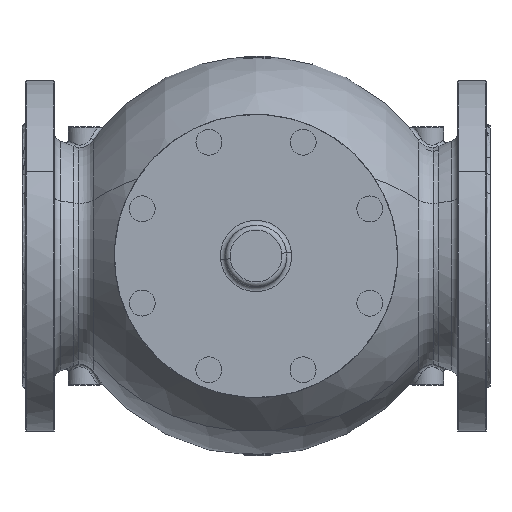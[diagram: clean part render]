
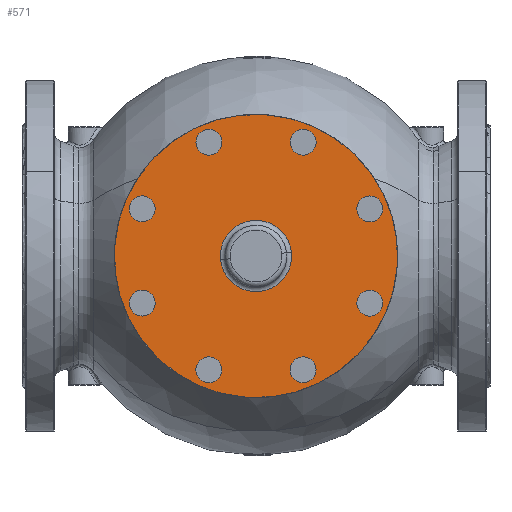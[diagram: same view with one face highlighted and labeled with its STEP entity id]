
A CAD part, front view. The second image highlights one B-rep face of the part: STEP entity #571.
In plain terms, the highlighted planar face has unit normal (0, -1, 0).
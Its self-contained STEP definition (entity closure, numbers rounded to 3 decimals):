
#62=AXIS2_PLACEMENT_3D('Circle Axis2P3D',#60,#61,$) ;
#79=AXIS2_PLACEMENT_3D('Circle Axis2P3D',#77,#78,$) ;
#119=AXIS2_PLACEMENT_3D('Circle Axis2P3D',#117,#118,$) ;
#136=AXIS2_PLACEMENT_3D('Circle Axis2P3D',#134,#135,$) ;
#176=AXIS2_PLACEMENT_3D('Circle Axis2P3D',#174,#175,$) ;
#193=AXIS2_PLACEMENT_3D('Circle Axis2P3D',#191,#192,$) ;
#233=AXIS2_PLACEMENT_3D('Circle Axis2P3D',#231,#232,$) ;
#250=AXIS2_PLACEMENT_3D('Circle Axis2P3D',#248,#249,$) ;
#290=AXIS2_PLACEMENT_3D('Circle Axis2P3D',#288,#289,$) ;
#307=AXIS2_PLACEMENT_3D('Circle Axis2P3D',#305,#306,$) ;
#347=AXIS2_PLACEMENT_3D('Circle Axis2P3D',#345,#346,$) ;
#364=AXIS2_PLACEMENT_3D('Circle Axis2P3D',#362,#363,$) ;
#404=AXIS2_PLACEMENT_3D('Circle Axis2P3D',#402,#403,$) ;
#421=AXIS2_PLACEMENT_3D('Circle Axis2P3D',#419,#420,$) ;
#461=AXIS2_PLACEMENT_3D('Circle Axis2P3D',#459,#460,$) ;
#478=AXIS2_PLACEMENT_3D('Circle Axis2P3D',#476,#477,$) ;
#501=AXIS2_PLACEMENT_3D('Plane Axis2P3D',#498,#499,#500) ;
#505=AXIS2_PLACEMENT_3D('Circle Axis2P3D',#503,#504,$) ;
#514=AXIS2_PLACEMENT_3D('Circle Axis2P3D',#512,#513,$) ;
#527=AXIS2_PLACEMENT_3D('Circle Axis2P3D',#525,#526,$) ;
#536=AXIS2_PLACEMENT_3D('Circle Axis2P3D',#534,#535,$) ;
#43=CARTESIAN_POINT('Vertex',(30.844,-172.,84.963)) ;
#57=CARTESIAN_POINT('Vertex',(45.693,-172.,99.813)) ;
#60=CARTESIAN_POINT('Axis2P3D Location',(38.268,-172.,92.388)) ;
#77=CARTESIAN_POINT('Axis2P3D Location',(38.268,-172.,92.388)) ;
#100=CARTESIAN_POINT('Vertex',(-84.963,-172.,30.844)) ;
#114=CARTESIAN_POINT('Vertex',(-99.813,-172.,45.693)) ;
#117=CARTESIAN_POINT('Axis2P3D Location',(-92.388,-172.,38.268)) ;
#134=CARTESIAN_POINT('Axis2P3D Location',(-92.388,-172.,38.268)) ;
#157=CARTESIAN_POINT('Vertex',(38.268,-172.,-81.888)) ;
#171=CARTESIAN_POINT('Vertex',(38.268,-172.,-102.888)) ;
#174=CARTESIAN_POINT('Axis2P3D Location',(38.268,-172.,-92.388)) ;
#191=CARTESIAN_POINT('Axis2P3D Location',(38.268,-172.,-92.388)) ;
#214=CARTESIAN_POINT('Vertex',(84.963,-172.,-30.844)) ;
#228=CARTESIAN_POINT('Vertex',(99.813,-172.,-45.693)) ;
#231=CARTESIAN_POINT('Axis2P3D Location',(92.388,-172.,-38.268)) ;
#248=CARTESIAN_POINT('Axis2P3D Location',(92.388,-172.,-38.268)) ;
#271=CARTESIAN_POINT('Vertex',(-81.888,-172.,-38.268)) ;
#285=CARTESIAN_POINT('Vertex',(-102.888,-172.,-38.268)) ;
#288=CARTESIAN_POINT('Axis2P3D Location',(-92.388,-172.,-38.268)) ;
#305=CARTESIAN_POINT('Axis2P3D Location',(-92.388,-172.,-38.268)) ;
#328=CARTESIAN_POINT('Vertex',(-38.268,-172.,81.888)) ;
#342=CARTESIAN_POINT('Vertex',(-38.268,-172.,102.888)) ;
#345=CARTESIAN_POINT('Axis2P3D Location',(-38.268,-172.,92.388)) ;
#362=CARTESIAN_POINT('Axis2P3D Location',(-38.268,-172.,92.388)) ;
#385=CARTESIAN_POINT('Vertex',(-30.844,-172.,-84.963)) ;
#399=CARTESIAN_POINT('Vertex',(-45.693,-172.,-99.813)) ;
#402=CARTESIAN_POINT('Axis2P3D Location',(-38.268,-172.,-92.388)) ;
#419=CARTESIAN_POINT('Axis2P3D Location',(-38.268,-172.,-92.388)) ;
#442=CARTESIAN_POINT('Vertex',(81.888,-172.,38.268)) ;
#456=CARTESIAN_POINT('Vertex',(102.888,-172.,38.268)) ;
#459=CARTESIAN_POINT('Axis2P3D Location',(92.388,-172.,38.268)) ;
#476=CARTESIAN_POINT('Axis2P3D Location',(92.388,-172.,38.268)) ;
#498=CARTESIAN_POINT('Axis2P3D Location',(26.793,-172.,-11.098)) ;
#503=CARTESIAN_POINT('Axis2P3D Location',(0.,-172.,0.)) ;
#507=CARTESIAN_POINT('Vertex',(-114.339,-172.,-12.316)) ;
#509=CARTESIAN_POINT('Vertex',(114.339,-172.,12.316)) ;
#512=CARTESIAN_POINT('Axis2P3D Location',(0.,-172.,0.)) ;
#525=CARTESIAN_POINT('Axis2P3D Location',(0.,-172.,0.)) ;
#529=CARTESIAN_POINT('Vertex',(28.833,-172.,3.106)) ;
#531=CARTESIAN_POINT('Vertex',(-28.833,-172.,-3.106)) ;
#534=CARTESIAN_POINT('Axis2P3D Location',(0.,-172.,0.)) ;
#61=DIRECTION('Axis2P3D Direction',(0.,1.,0.)) ;
#78=DIRECTION('Axis2P3D Direction',(0.,1.,0.)) ;
#118=DIRECTION('Axis2P3D Direction',(0.,1.,0.)) ;
#135=DIRECTION('Axis2P3D Direction',(0.,1.,0.)) ;
#175=DIRECTION('Axis2P3D Direction',(0.,1.,0.)) ;
#192=DIRECTION('Axis2P3D Direction',(0.,1.,0.)) ;
#232=DIRECTION('Axis2P3D Direction',(0.,1.,0.)) ;
#249=DIRECTION('Axis2P3D Direction',(0.,1.,0.)) ;
#289=DIRECTION('Axis2P3D Direction',(0.,1.,0.)) ;
#306=DIRECTION('Axis2P3D Direction',(0.,1.,0.)) ;
#346=DIRECTION('Axis2P3D Direction',(0.,1.,0.)) ;
#363=DIRECTION('Axis2P3D Direction',(0.,1.,0.)) ;
#403=DIRECTION('Axis2P3D Direction',(0.,1.,0.)) ;
#420=DIRECTION('Axis2P3D Direction',(0.,1.,0.)) ;
#460=DIRECTION('Axis2P3D Direction',(0.,1.,0.)) ;
#477=DIRECTION('Axis2P3D Direction',(0.,1.,0.)) ;
#499=DIRECTION('Axis2P3D Direction',(0.,-1.,0.)) ;
#500=DIRECTION('Axis2P3D XDirection',(-0.924,0.,0.383)) ;
#504=DIRECTION('Axis2P3D Direction',(0.,-1.,0.)) ;
#513=DIRECTION('Axis2P3D Direction',(0.,-1.,0.)) ;
#526=DIRECTION('Axis2P3D Direction',(0.,-1.,0.)) ;
#535=DIRECTION('Axis2P3D Direction',(0.,-1.,0.)) ;
#518=ORIENTED_EDGE('',*,*,#511,.T.) ;
#519=ORIENTED_EDGE('',*,*,#516,.T.) ;
#522=ORIENTED_EDGE('',*,*,#463,.F.) ;
#523=ORIENTED_EDGE('',*,*,#480,.F.) ;
#540=ORIENTED_EDGE('',*,*,#533,.F.) ;
#541=ORIENTED_EDGE('',*,*,#538,.F.) ;
#544=ORIENTED_EDGE('',*,*,#81,.F.) ;
#545=ORIENTED_EDGE('',*,*,#64,.F.) ;
#548=ORIENTED_EDGE('',*,*,#366,.F.) ;
#549=ORIENTED_EDGE('',*,*,#349,.F.) ;
#552=ORIENTED_EDGE('',*,*,#138,.F.) ;
#553=ORIENTED_EDGE('',*,*,#121,.F.) ;
#556=ORIENTED_EDGE('',*,*,#309,.F.) ;
#557=ORIENTED_EDGE('',*,*,#292,.F.) ;
#560=ORIENTED_EDGE('',*,*,#423,.F.) ;
#561=ORIENTED_EDGE('',*,*,#406,.F.) ;
#564=ORIENTED_EDGE('',*,*,#195,.F.) ;
#565=ORIENTED_EDGE('',*,*,#178,.F.) ;
#568=ORIENTED_EDGE('',*,*,#252,.F.) ;
#569=ORIENTED_EDGE('',*,*,#235,.F.) ;
#524=FACE_BOUND('',#521,.T.) ;
#542=FACE_BOUND('',#539,.T.) ;
#546=FACE_BOUND('',#543,.T.) ;
#550=FACE_BOUND('',#547,.T.) ;
#554=FACE_BOUND('',#551,.T.) ;
#558=FACE_BOUND('',#555,.T.) ;
#562=FACE_BOUND('',#559,.T.) ;
#566=FACE_BOUND('',#563,.T.) ;
#570=FACE_BOUND('',#567,.T.) ;
#571=ADVANCED_FACE('Brep With Voids',(#520,#524,#542,#546,#550,#554,#558,#562,#566,#570),#502,.T.) ;
#63=CIRCLE('generated circle',#62,10.5) ;
#80=CIRCLE('generated circle',#79,10.5) ;
#120=CIRCLE('generated circle',#119,10.5) ;
#137=CIRCLE('generated circle',#136,10.5) ;
#177=CIRCLE('generated circle',#176,10.5) ;
#194=CIRCLE('generated circle',#193,10.5) ;
#234=CIRCLE('generated circle',#233,10.5) ;
#251=CIRCLE('generated circle',#250,10.5) ;
#291=CIRCLE('generated circle',#290,10.5) ;
#308=CIRCLE('generated circle',#307,10.5) ;
#348=CIRCLE('generated circle',#347,10.5) ;
#365=CIRCLE('generated circle',#364,10.5) ;
#405=CIRCLE('generated circle',#404,10.5) ;
#422=CIRCLE('generated circle',#421,10.5) ;
#462=CIRCLE('generated circle',#461,10.5) ;
#479=CIRCLE('generated circle',#478,10.5) ;
#506=CIRCLE('generated circle',#505,115.) ;
#515=CIRCLE('generated circle',#514,115.) ;
#528=CIRCLE('generated circle',#527,29.) ;
#537=CIRCLE('generated circle',#536,29.) ;
#64=EDGE_CURVE('',#58,#44,#63,.F.) ;
#81=EDGE_CURVE('',#44,#58,#80,.F.) ;
#121=EDGE_CURVE('',#115,#101,#120,.F.) ;
#138=EDGE_CURVE('',#101,#115,#137,.F.) ;
#178=EDGE_CURVE('',#172,#158,#177,.F.) ;
#195=EDGE_CURVE('',#158,#172,#194,.F.) ;
#235=EDGE_CURVE('',#229,#215,#234,.F.) ;
#252=EDGE_CURVE('',#215,#229,#251,.F.) ;
#292=EDGE_CURVE('',#286,#272,#291,.F.) ;
#309=EDGE_CURVE('',#272,#286,#308,.F.) ;
#349=EDGE_CURVE('',#343,#329,#348,.F.) ;
#366=EDGE_CURVE('',#329,#343,#365,.F.) ;
#406=EDGE_CURVE('',#400,#386,#405,.F.) ;
#423=EDGE_CURVE('',#386,#400,#422,.F.) ;
#463=EDGE_CURVE('',#457,#443,#462,.F.) ;
#480=EDGE_CURVE('',#443,#457,#479,.F.) ;
#511=EDGE_CURVE('',#508,#510,#506,.T.) ;
#516=EDGE_CURVE('',#510,#508,#515,.T.) ;
#533=EDGE_CURVE('',#530,#532,#528,.T.) ;
#538=EDGE_CURVE('',#532,#530,#537,.T.) ;
#517=EDGE_LOOP('',(#518,#519)) ;
#521=EDGE_LOOP('',(#522,#523)) ;
#539=EDGE_LOOP('',(#540,#541)) ;
#543=EDGE_LOOP('',(#544,#545)) ;
#547=EDGE_LOOP('',(#548,#549)) ;
#551=EDGE_LOOP('',(#552,#553)) ;
#555=EDGE_LOOP('',(#556,#557)) ;
#559=EDGE_LOOP('',(#560,#561)) ;
#563=EDGE_LOOP('',(#564,#565)) ;
#567=EDGE_LOOP('',(#568,#569)) ;
#520=FACE_OUTER_BOUND('',#517,.T.) ;
#502=PLANE('Plane',#501) ;
#44=VERTEX_POINT('',#43) ;
#58=VERTEX_POINT('',#57) ;
#101=VERTEX_POINT('',#100) ;
#115=VERTEX_POINT('',#114) ;
#158=VERTEX_POINT('',#157) ;
#172=VERTEX_POINT('',#171) ;
#215=VERTEX_POINT('',#214) ;
#229=VERTEX_POINT('',#228) ;
#272=VERTEX_POINT('',#271) ;
#286=VERTEX_POINT('',#285) ;
#329=VERTEX_POINT('',#328) ;
#343=VERTEX_POINT('',#342) ;
#386=VERTEX_POINT('',#385) ;
#400=VERTEX_POINT('',#399) ;
#443=VERTEX_POINT('',#442) ;
#457=VERTEX_POINT('',#456) ;
#508=VERTEX_POINT('',#507) ;
#510=VERTEX_POINT('',#509) ;
#530=VERTEX_POINT('',#529) ;
#532=VERTEX_POINT('',#531) ;
